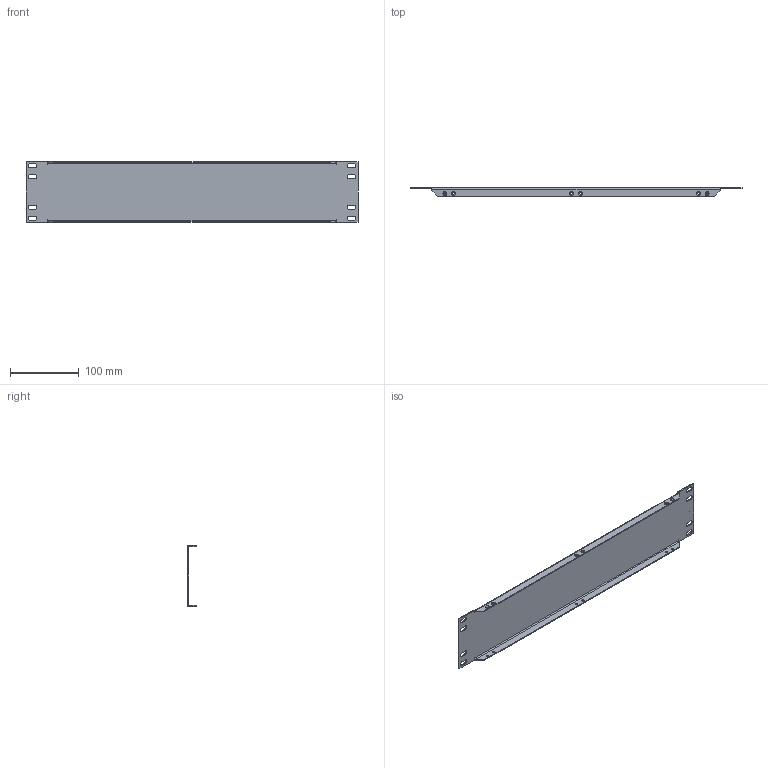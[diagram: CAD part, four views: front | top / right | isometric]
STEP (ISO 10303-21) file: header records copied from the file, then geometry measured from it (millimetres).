
FILE_DESCRIPTION (( 'STEP AP214' ), '1' );
FILE_NAME ('PR35BLK.STEP', '2019-05-10T15:40:33', ( '' ), ( '' ), 'SwSTEP 2.0', 'SolidWorks 2018', '' );
FILE_SCHEMA (( 'AUTOMOTIVE_DESIGN' ));
Length unit declared in the file: inch
Products named in the file (1): PR35BLK
Bounding box: 482.6 x 12.7 x 88.39 mm (x, y, z)
Volume: 76635.7 mm3; surface area: 103115.7 mm2
Topology: 1 solids, 1 shells, 234 faces, 660 edges, 440 vertices
Faces by surface type: plane 142, bspline 48, cone 24, cylinder 20
Entity records: 10578 total; most frequent: CARTESIAN_POINT 1959, ORIENTED_EDGE 1320, DIRECTION 1026, EDGE_CURVE 660, LINE 476, VECTOR 476, VERTEX_POINT 440, EDGE_LOOP 286
